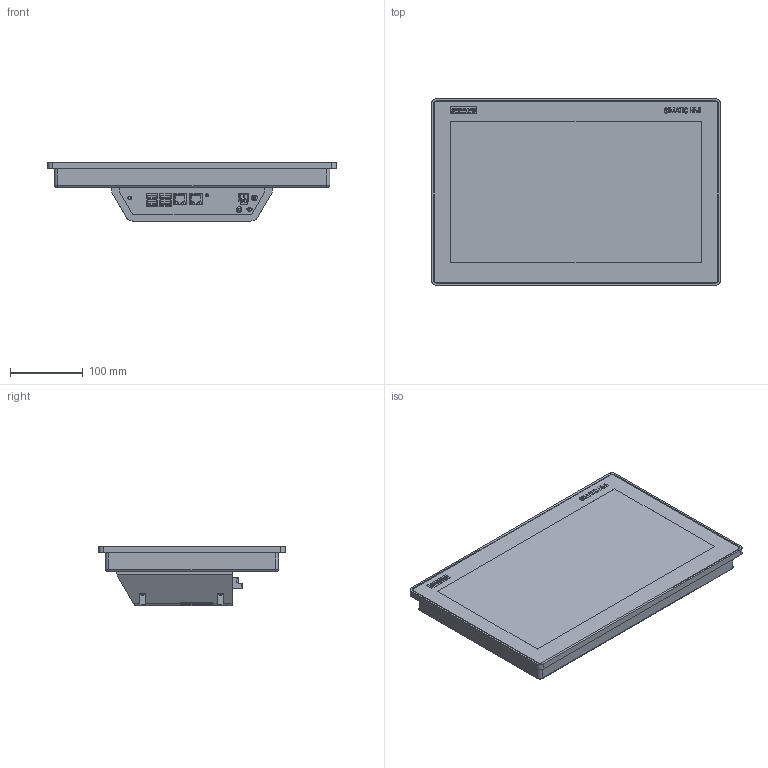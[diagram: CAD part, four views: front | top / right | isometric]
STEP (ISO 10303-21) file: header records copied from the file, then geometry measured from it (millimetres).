
FILE_DESCRIPTION(/* description */ (''),/* implementation_level */ '2;1');
FILE_NAME(/* name */ '6AV6646-1BA16-0AA1_3d.stp',/* time_stamp */ '2025-09-18T07:40:13+02:00',/* author */ (''),/* organization */ (''),/* preprocessor_version */ 'ST-DEVELOPER v20',/* originating_system */ 'SIEMENS PLM Software NX2406.8300',/* authorisation */ '');
FILE_SCHEMA (('AUTOMOTIVE_DESIGN { 1 0 10303 214 3 1 1 1 }'));
Products named in the file (5): A5E42332630A_RS-AA_001_3-Power Supply Connector; A5E42922451A_RS-AA_002_2-Cover; A5E52765350A_RS-AA_001_2-Labeling; A5E52564504A_RS-AA_001_2-Box; A5E52765328A_RS-AA_002_1-CAx_6AV66461BA160AA1
Assembly tree (4 placements, depth 2):
  A5E52765328A_RS-AA_002_1-CAx_6AV66461BA160AA1
    A5E52564504A_RS-AA_001_2-Box
    A5E52765350A_RS-AA_001_2-Labeling
    A5E42922451A_RS-AA_002_2-Cover
    A5E42332630A_RS-AA_001_3-Power Supply Connector
Bounding box: 398 x 257 x 82.1 mm (x, y, z)
Volume: 4523024.8 mm3; surface area: 314160.3 mm2
Topology: 120 solids, 120 shells, 2049 faces, 5212 edges, 3461 vertices
Faces by surface type: plane 1464, extrusion 437, cylinder 136, cone 8, torus 4
Full cylindrical faces by diameter (mm): 1.4 x2, 2.8 x2, 3.422 x1, 3.5 x2, 4 x1, 5 x1, 5.2 x1, 5.38 x1, 5.4 x1, 6 x4, 7.636 x1, 8 x1
Entity records: 85241 total; most frequent: CARTESIAN_POINT 24051, ORIENTED_EDGE 10344, DIRECTION 7216, EDGE_CURVE 5172, VERTEX_POINT 3446, VECTOR 3314, LINE 2877, B_SPLINE_CURVE_WITH_KNOTS 2409
